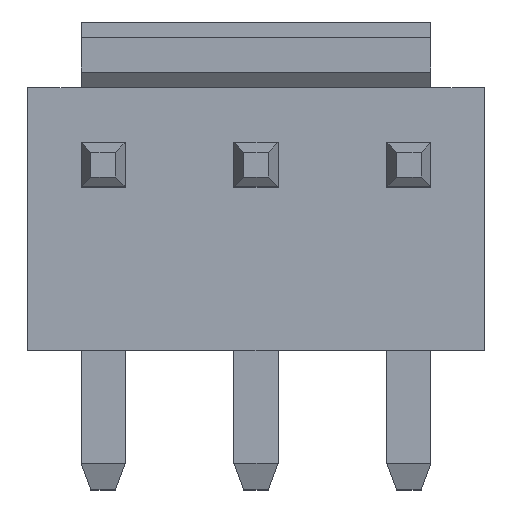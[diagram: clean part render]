
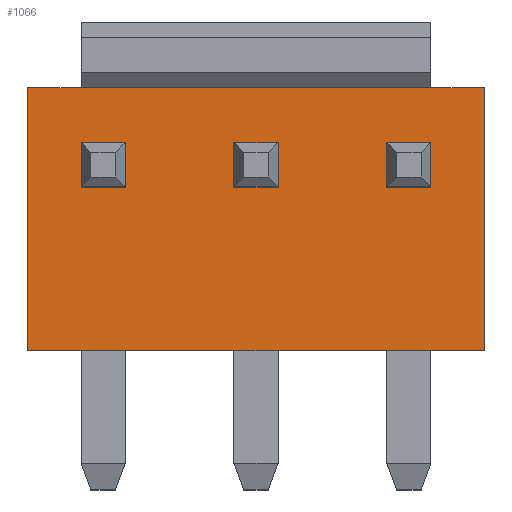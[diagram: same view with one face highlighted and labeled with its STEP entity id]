
A CAD part, top view. The second image highlights one B-rep face of the part: STEP entity #1066.
In plain terms, the highlighted face is planar.
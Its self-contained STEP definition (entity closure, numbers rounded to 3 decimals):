
#20 = VECTOR ( 'NONE', #304, 1000. ) ;
#22 = DIRECTION ( 'NONE',  ( 0., -1., 0. ) ) ;
#24 = VECTOR ( 'NONE', #781, 1000. ) ;
#56 = CARTESIAN_POINT ( 'NONE',  ( 9.87, 3.2, 4.8 ) ) ;
#62 = ORIENTED_EDGE ( 'NONE', *, *, #325, .F. ) ;
#64 = CARTESIAN_POINT ( 'NONE',  ( 8.49, 3.2, -2. ) ) ;
#68 = LINE ( 'NONE', #56, #1302 ) ;
#70 = VECTOR ( 'NONE', #168, 1000. ) ;
#79 = ORIENTED_EDGE ( 'NONE', *, *, #264, .F. ) ;
#113 = LINE ( 'NONE', #1422, #24 ) ;
#118 = LINE ( 'NONE', #1320, #192 ) ;
#134 = FACE_OUTER_BOUND ( 'NONE', #754, .T. ) ;
#140 = EDGE_LOOP ( 'NONE', ( #1412, #874, #1322, #1212 ) ) ;
#158 = DIRECTION ( 'NONE',  ( -1., 0., 0. ) ) ;
#168 = DIRECTION ( 'NONE',  ( -1., 0., 0. ) ) ;
#169 = VECTOR ( 'NONE', #1107, 1000. ) ;
#170 = VECTOR ( 'NONE', #1134, 1000. ) ;
#173 = LINE ( 'NONE', #626, #70 ) ;
#181 = EDGE_CURVE ( 'NONE', #341, #256, #655, .T. ) ;
#183 = VERTEX_POINT ( 'NONE', #64 ) ;
#192 = VECTOR ( 'NONE', #845, 1000. ) ;
#197 = EDGE_CURVE ( 'NONE', #183, #262, #1507, .T. ) ;
#218 = VERTEX_POINT ( 'NONE', #1054 ) ;
#231 = LINE ( 'NONE', #506, #800 ) ;
#253 = VERTEX_POINT ( 'NONE', #350 ) ;
#255 = VERTEX_POINT ( 'NONE', #744 ) ;
#256 = VERTEX_POINT ( 'NONE', #836 ) ;
#258 = LINE ( 'NONE', #1343, #930 ) ;
#262 = VERTEX_POINT ( 'NONE', #882 ) ;
#263 = CARTESIAN_POINT ( 'NONE',  ( 8.49, 3.2, 0.57 ) ) ;
#264 = EDGE_CURVE ( 'NONE', #262, #1287, #68, .T. ) ;
#267 = DIRECTION ( 'NONE',  ( -1., 0., 0. ) ) ;
#272 = VECTOR ( 'NONE', #477, 1000. ) ;
#284 = CARTESIAN_POINT ( 'NONE',  ( 3.39, 3.2, -0.57 ) ) ;
#304 = DIRECTION ( 'NONE',  ( 1., 0., 0. ) ) ;
#305 = EDGE_CURVE ( 'NONE', #1481, #1537, #550, .T. ) ;
#312 = VECTOR ( 'NONE', #1494, 1000. ) ;
#316 = CARTESIAN_POINT ( 'NONE',  ( -1.95, 3.2, 4.8 ) ) ;
#321 = CARTESIAN_POINT ( 'NONE',  ( 9.87, 3.2, -2. ) ) ;
#325 = EDGE_CURVE ( 'NONE', #910, #341, #783, .T. ) ;
#337 = EDGE_CURVE ( 'NONE', #255, #855, #748, .T. ) ;
#339 = AXIS2_PLACEMENT_3D ( 'NONE', #1432, #22, #357 ) ;
#341 = VERTEX_POINT ( 'NONE', #476 ) ;
#350 = CARTESIAN_POINT ( 'NONE',  ( 8.49, 3.2, 0.57 ) ) ;
#357 = DIRECTION ( 'NONE',  ( 0., 0., -1. ) ) ;
#371 = LINE ( 'NONE', #263, #1467 ) ;
#381 = VECTOR ( 'NONE', #1413, 1000. ) ;
#394 = CARTESIAN_POINT ( 'NONE',  ( 0.57, 3.2, -0.57 ) ) ;
#406 = CARTESIAN_POINT ( 'NONE',  ( 3.39, 3.2, 0.57 ) ) ;
#409 = DIRECTION ( 'NONE',  ( 0., 0., 1. ) ) ;
#427 = EDGE_CURVE ( 'NONE', #218, #806, #484, .T. ) ;
#437 = VERTEX_POINT ( 'NONE', #632 ) ;
#441 = VERTEX_POINT ( 'NONE', #893 ) ;
#446 = ORIENTED_EDGE ( 'NONE', *, *, #906, .F. ) ;
#461 = ORIENTED_EDGE ( 'NONE', *, *, #545, .F. ) ;
#476 = CARTESIAN_POINT ( 'NONE',  ( 4.53, 3.2, 0.57 ) ) ;
#477 = DIRECTION ( 'NONE',  ( 0., 0., 1. ) ) ;
#482 = VERTEX_POINT ( 'NONE', #1504 ) ;
#484 = LINE ( 'NONE', #622, #169 ) ;
#499 = CARTESIAN_POINT ( 'NONE',  ( 0.57, 3.2, 0.57 ) ) ;
#506 = CARTESIAN_POINT ( 'NONE',  ( 8.49, 3.2, -0.57 ) ) ;
#512 = VECTOR ( 'NONE', #1540, 1000. ) ;
#545 = EDGE_CURVE ( 'NONE', #441, #218, #1060, .T. ) ;
#550 = LINE ( 'NONE', #316, #381 ) ;
#565 = CARTESIAN_POINT ( 'NONE',  ( 4.53, 3.2, -0.57 ) ) ;
#570 = DIRECTION ( 'NONE',  ( 0., 0., -1. ) ) ;
#592 = CARTESIAN_POINT ( 'NONE',  ( 3.39, 3.2, -0.57 ) ) ;
#622 = CARTESIAN_POINT ( 'NONE',  ( -0.57, 3.2, 0.57 ) ) ;
#626 = CARTESIAN_POINT ( 'NONE',  ( -1.95, 3.2, -2. ) ) ;
#632 = CARTESIAN_POINT ( 'NONE',  ( 8.49, 3.2, -0.57 ) ) ;
#646 = CARTESIAN_POINT ( 'NONE',  ( 9.87, 3.2, 4.8 ) ) ;
#650 = ORIENTED_EDGE ( 'NONE', *, *, #427, .F. ) ;
#652 = EDGE_LOOP ( 'NONE', ( #650, #461, #1486, #1039 ) ) ;
#655 = LINE ( 'NONE', #565, #312 ) ;
#662 = VECTOR ( 'NONE', #1308, 1000. ) ;
#689 = VERTEX_POINT ( 'NONE', #394 ) ;
#697 = ORIENTED_EDGE ( 'NONE', *, *, #197, .F. ) ;
#698 = CARTESIAN_POINT ( 'NONE',  ( -0.57, 3.2, -0.57 ) ) ;
#706 = FACE_BOUND ( 'NONE', #1472, .T. ) ;
#733 = EDGE_CURVE ( 'NONE', #689, #441, #118, .T. ) ;
#739 = DIRECTION ( 'NONE',  ( -1., 0., 0. ) ) ;
#744 = CARTESIAN_POINT ( 'NONE',  ( 7.35, 3.2, 0.57 ) ) ;
#748 = LINE ( 'NONE', #1009, #1125 ) ;
#749 = DIRECTION ( 'NONE',  ( 1., 0., 0. ) ) ;
#754 = EDGE_LOOP ( 'NONE', ( #697, #987, #1044, #794, #788, #79 ) ) ;
#775 = ORIENTED_EDGE ( 'NONE', *, *, #1233, .F. ) ;
#781 = DIRECTION ( 'NONE',  ( 1., 0., 0. ) ) ;
#783 = LINE ( 'NONE', #406, #1325 ) ;
#788 = ORIENTED_EDGE ( 'NONE', *, *, #1532, .T. ) ;
#794 = ORIENTED_EDGE ( 'NONE', *, *, #305, .T. ) ;
#800 = VECTOR ( 'NONE', #749, 1000. ) ;
#806 = VERTEX_POINT ( 'NONE', #499 ) ;
#814 = CARTESIAN_POINT ( 'NONE',  ( 3.39, 3.2, 0.57 ) ) ;
#826 = ORIENTED_EDGE ( 'NONE', *, *, #181, .F. ) ;
#836 = CARTESIAN_POINT ( 'NONE',  ( 4.53, 3.2, -0.57 ) ) ;
#845 = DIRECTION ( 'NONE',  ( -1., 0., 0. ) ) ;
#851 = EDGE_CURVE ( 'NONE', #806, #689, #965, .T. ) ;
#855 = VERTEX_POINT ( 'NONE', #1282 ) ;
#874 = ORIENTED_EDGE ( 'NONE', *, *, #337, .T. ) ;
#882 = CARTESIAN_POINT ( 'NONE',  ( 9.87, 3.2, -2. ) ) ;
#893 = CARTESIAN_POINT ( 'NONE',  ( -0.57, 3.2, -0.57 ) ) ;
#906 = EDGE_CURVE ( 'NONE', #1478, #910, #1111, .T. ) ;
#910 = VERTEX_POINT ( 'NONE', #814 ) ;
#930 = VECTOR ( 'NONE', #267, 1000. ) ;
#943 = EDGE_CURVE ( 'NONE', #482, #1481, #258, .T. ) ;
#948 = CARTESIAN_POINT ( 'NONE',  ( 0.57, 3.2, -0.57 ) ) ;
#965 = LINE ( 'NONE', #948, #512 ) ;
#968 = FACE_BOUND ( 'NONE', #140, .T. ) ;
#987 = ORIENTED_EDGE ( 'NONE', *, *, #1195, .T. ) ;
#995 = EDGE_CURVE ( 'NONE', #855, #437, #231, .T. ) ;
#999 = LINE ( 'NONE', #1375, #170 ) ;
#1009 = CARTESIAN_POINT ( 'NONE',  ( 7.35, 3.2, -0.57 ) ) ;
#1039 = ORIENTED_EDGE ( 'NONE', *, *, #851, .F. ) ;
#1044 = ORIENTED_EDGE ( 'NONE', *, *, #943, .T. ) ;
#1054 = CARTESIAN_POINT ( 'NONE',  ( -0.57, 3.2, 0.57 ) ) ;
#1060 = LINE ( 'NONE', #698, #662 ) ;
#1066 = ADVANCED_FACE ( 'NONE', ( #134, #968, #706, #1092 ), #1080, .F. ) ;
#1080 = PLANE ( 'NONE',  #339 ) ;
#1092 = FACE_BOUND ( 'NONE', #652, .T. ) ;
#1099 = CARTESIAN_POINT ( 'NONE',  ( -1.95, 3.2, -2. ) ) ;
#1107 = DIRECTION ( 'NONE',  ( 1., 0., 0. ) ) ;
#1111 = LINE ( 'NONE', #1446, #272 ) ;
#1120 = EDGE_CURVE ( 'NONE', #253, #255, #371, .T. ) ;
#1125 = VECTOR ( 'NONE', #570, 1000. ) ;
#1134 = DIRECTION ( 'NONE',  ( 0., 0., 1. ) ) ;
#1195 = EDGE_CURVE ( 'NONE', #183, #482, #173, .T. ) ;
#1199 = EDGE_CURVE ( 'NONE', #437, #253, #999, .T. ) ;
#1212 = ORIENTED_EDGE ( 'NONE', *, *, #1199, .T. ) ;
#1233 = EDGE_CURVE ( 'NONE', #256, #1478, #1246, .T. ) ;
#1246 = LINE ( 'NONE', #284, #1484 ) ;
#1282 = CARTESIAN_POINT ( 'NONE',  ( 7.35, 3.2, -0.57 ) ) ;
#1287 = VERTEX_POINT ( 'NONE', #646 ) ;
#1302 = VECTOR ( 'NONE', #409, 1000. ) ;
#1308 = DIRECTION ( 'NONE',  ( 0., 0., 1. ) ) ;
#1320 = CARTESIAN_POINT ( 'NONE',  ( -0.57, 3.2, -0.57 ) ) ;
#1322 = ORIENTED_EDGE ( 'NONE', *, *, #995, .T. ) ;
#1325 = VECTOR ( 'NONE', #1377, 1000. ) ;
#1332 = CARTESIAN_POINT ( 'NONE',  ( -1.95, 3.2, 4.8 ) ) ;
#1343 = CARTESIAN_POINT ( 'NONE',  ( -1.95, 3.2, -2. ) ) ;
#1375 = CARTESIAN_POINT ( 'NONE',  ( 8.49, 3.2, -0.57 ) ) ;
#1377 = DIRECTION ( 'NONE',  ( 1., 0., 0. ) ) ;
#1412 = ORIENTED_EDGE ( 'NONE', *, *, #1120, .T. ) ;
#1413 = DIRECTION ( 'NONE',  ( 0., 0., 1. ) ) ;
#1422 = CARTESIAN_POINT ( 'NONE',  ( -1.95, 3.2, 4.8 ) ) ;
#1432 = CARTESIAN_POINT ( 'NONE',  ( 0., 3.2, 0. ) ) ;
#1446 = CARTESIAN_POINT ( 'NONE',  ( 3.39, 3.2, -0.57 ) ) ;
#1467 = VECTOR ( 'NONE', #739, 1000. ) ;
#1472 = EDGE_LOOP ( 'NONE', ( #62, #446, #775, #826 ) ) ;
#1478 = VERTEX_POINT ( 'NONE', #592 ) ;
#1481 = VERTEX_POINT ( 'NONE', #1099 ) ;
#1484 = VECTOR ( 'NONE', #158, 1000. ) ;
#1486 = ORIENTED_EDGE ( 'NONE', *, *, #733, .F. ) ;
#1494 = DIRECTION ( 'NONE',  ( 0., 0., -1. ) ) ;
#1504 = CARTESIAN_POINT ( 'NONE',  ( -0.57, 3.2, -2. ) ) ;
#1507 = LINE ( 'NONE', #321, #20 ) ;
#1532 = EDGE_CURVE ( 'NONE', #1537, #1287, #113, .T. ) ;
#1537 = VERTEX_POINT ( 'NONE', #1332 ) ;
#1540 = DIRECTION ( 'NONE',  ( 0., 0., -1. ) ) ;
